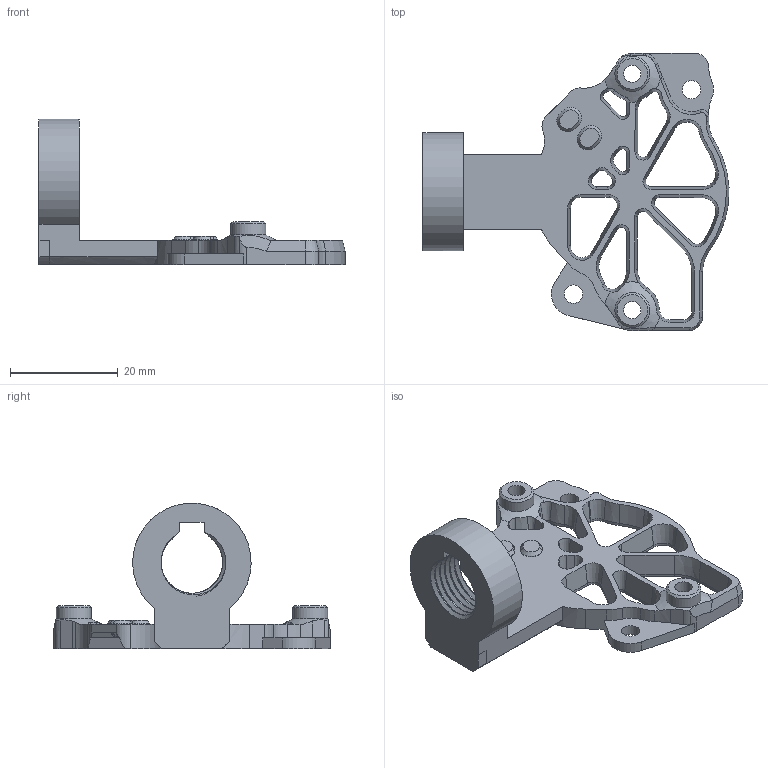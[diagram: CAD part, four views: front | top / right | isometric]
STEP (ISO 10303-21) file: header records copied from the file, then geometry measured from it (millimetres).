
FILE_DESCRIPTION(/* description */ (''),/* implementation_level */ '2;1');
FILE_NAME(/* name */ 'EBB36_Mount_Orbiter2_PG7_Gland_Optimized.step',/* time_stamp */ '2024-03-04T20:09:00-07:00',/* author */ (''),/* organization */ (''),/* preprocessor_version */ 'ST-DEVELOPER v20',/* originating_system */ 'Autodesk Translation Framework v12.20.1.177',/* authorisation */ '');
FILE_SCHEMA (('AUTOMOTIVE_DESIGN { 1 0 10303 214 3 1 1 }'));
Length unit declared in the file: millimetre
Products named in the file (1): BTT_EBB36_Mount_PG7_Glande
Bounding box: 56.81 x 51.44 x 26.96 mm (x, y, z)
Volume: 6827.6 mm3; surface area: 6117.4 mm2
Topology: 1 solids, 1 shells, 355 faces, 972 edges, 619 vertices
Faces by surface type: plane 155, cylinder 107, cone 66, bspline 27
Full cylindrical faces by diameter (mm): 3.2 x2, 3.4 x2, 4.7 x2, 6.5 x2
Entity records: 22186 total; most frequent: CARTESIAN_POINT 13268, ORIENTED_EDGE 1944, DIRECTION 1749, EDGE_CURVE 972, VERTEX_POINT 619, AXIS2_PLACEMENT_3D 602, LINE 545, VECTOR 545
